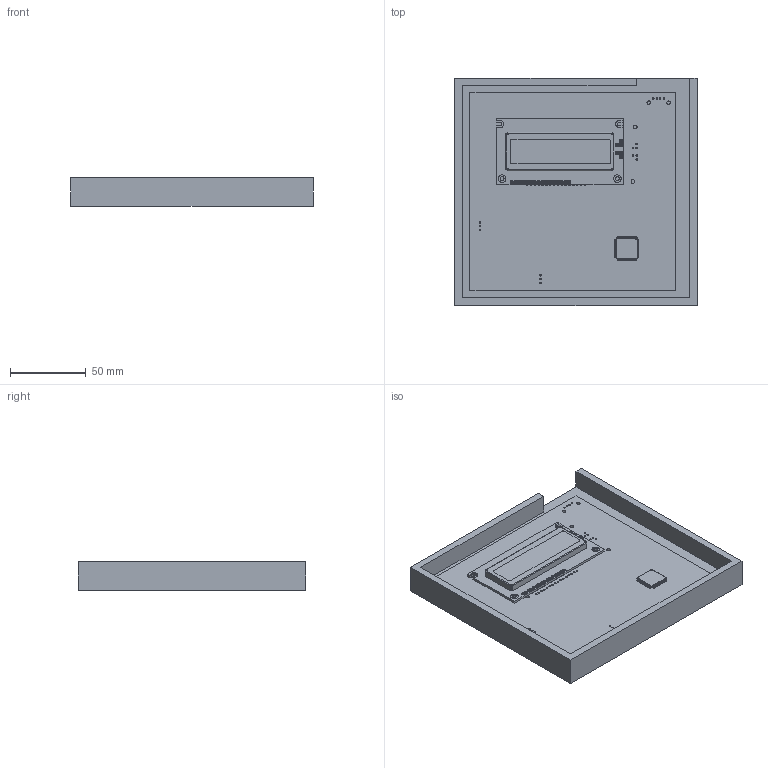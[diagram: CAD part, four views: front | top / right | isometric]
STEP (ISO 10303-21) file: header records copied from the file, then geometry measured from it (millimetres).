
FILE_DESCRIPTION(/* description */ (''),/* implementation_level */ '2;1');
FILE_NAME(/* name */ 'Phase D With Enclosure.step',/* time_stamp */ '2023-06-06T12:53:18-07:00',/* author */ (''),/* organization */ (''),/* preprocessor_version */ 'ST-DEVELOPER v19.2',/* originating_system */ 'Autodesk Translation Framework v12.6.0.85',/* authorisation */ '');
FILE_SCHEMA (('AUTOMOTIVE_DESIGN { 1 0 10303 214 3 1 1 }'));
Products named in the file (8): Phase D; Digital System Phase D; RC1602A; COMPOUND; LQFP-100_14x14mm_P0.5mm; SOLID; PCB; Component1
Assembly tree (7 placements, depth 4):
  Phase D
    Digital System Phase D
      RC1602A
        COMPOUND
      LQFP-100_14x14mm_P0.5mm
        SOLID
      PCB
    Component1
Bounding box: 160 x 150 x 19.05 mm (x, y, z)
Volume: 231306 mm3; surface area: 113253 mm2
Topology: 6 solids, 6 shells, 2117 faces, 5588 edges, 3472 vertices
Faces by surface type: plane 1535, cylinder 582
Full cylindrical faces by diameter (mm): 0.5 x1, 0.92 x4, 1 x78, 1.2 x16, 2.3 x2, 2.5 x10, 2.54 x3, 5 x4
Entity records: 66840 total; most frequent: CARTESIAN_POINT 11192, ORIENTED_EDGE 11176, DIRECTION 11100, EDGE_CURVE 5588, LINE 4340, VECTOR 4340, VERTEX_POINT 3472, AXIS2_PLACEMENT_3D 3380
